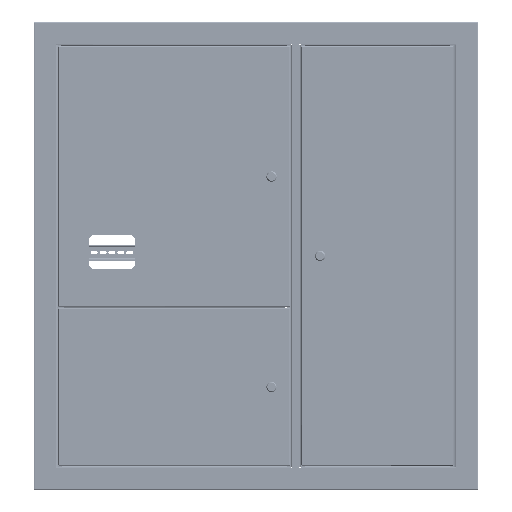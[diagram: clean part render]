
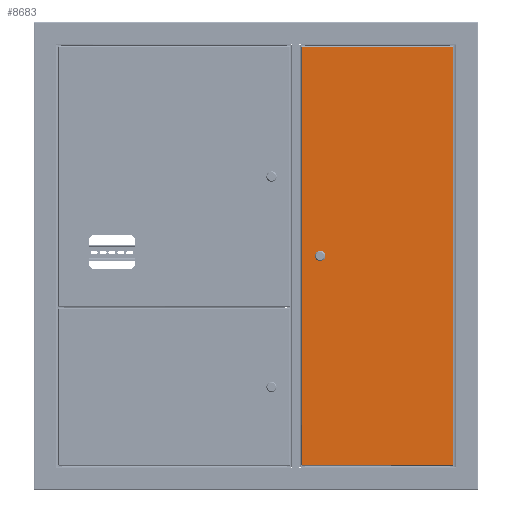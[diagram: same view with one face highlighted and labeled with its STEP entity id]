
A CAD part, top view. The second image highlights one B-rep face of the part: STEP entity #8683.
In plain terms, the highlighted planar face has unit normal (0, 0, 1).
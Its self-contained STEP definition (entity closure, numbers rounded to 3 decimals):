
#951 = CARTESIAN_POINT ( 'NONE',  ( 448.2, 40., 0. ) ) ;
#1056 = VECTOR ( 'NONE', #73762, 1000. ) ;
#2299 = DIRECTION ( 'NONE',  ( 0., 0., 1. ) ) ;
#2824 = VERTEX_POINT ( 'NONE', #76572 ) ;
#5445 = AXIS2_PLACEMENT_3D ( 'NONE', #84994, #56608, #69900 ) ;
#7465 = LINE ( 'NONE', #41387, #11745 ) ;
#7891 = CARTESIAN_POINT ( 'NONE',  ( 448.2, 40., 0. ) ) ;
#8433 = ORIENTED_EDGE ( 'NONE', *, *, #87159, .T. ) ;
#8683 = ADVANCED_FACE ( 'NONE', ( #23508, #45843 ), #73802, .F. ) ;
#8895 = CARTESIAN_POINT ( 'NONE',  ( 444.551, 48.5, 0. ) ) ;
#10344 = VERTEX_POINT ( 'NONE', #42687 ) ;
#11021 = CARTESIAN_POINT ( 'NONE',  ( 0., 325.7, 0. ) ) ;
#11125 = VECTOR ( 'NONE', #54481, 1000. ) ;
#11745 = VECTOR ( 'NONE', #35409, 1000. ) ;
#12867 = DIRECTION ( 'NONE',  ( -1., 0., 0. ) ) ;
#13493 = VECTOR ( 'NONE', #53114, 1000. ) ;
#20632 = CARTESIAN_POINT ( 'NONE',  ( 1.7, 324., 0. ) ) ;
#22969 = DIRECTION ( 'NONE',  ( 1., 0., 0. ) ) ;
#23508 = FACE_BOUND ( 'NONE', #75054, .T. ) ;
#24685 = EDGE_CURVE ( 'NONE', #77385, #42065, #82906, .T. ) ;
#25873 = ORIENTED_EDGE ( 'NONE', *, *, #36603, .F. ) ;
#25882 = VECTOR ( 'NONE', #54489, 1000. ) ;
#25888 = EDGE_CURVE ( 'NONE', #42065, #52975, #44937, .T. ) ;
#26131 = DIRECTION ( 'NONE',  ( -1., 0., 0. ) ) ;
#26521 = LINE ( 'NONE', #66894, #25882 ) ;
#31125 = CARTESIAN_POINT ( 'NONE',  ( 1.7, 1.7, 0. ) ) ;
#35186 = LINE ( 'NONE', #63153, #11125 ) ;
#35409 = DIRECTION ( 'NONE',  ( 0., -1., 0. ) ) ;
#35830 = EDGE_CURVE ( 'NONE', #10344, #62675, #45769, .T. ) ;
#36603 = EDGE_CURVE ( 'NONE', #40519, #2824, #72157, .T. ) ;
#39811 = CARTESIAN_POINT ( 'NONE',  ( 894.7, 324., 0. ) ) ;
#40519 = VERTEX_POINT ( 'NONE', #8895 ) ;
#41387 = CARTESIAN_POINT ( 'NONE',  ( 1.7, 324.293, 0. ) ) ;
#42065 = VERTEX_POINT ( 'NONE', #87363 ) ;
#42417 = CARTESIAN_POINT ( 'NONE',  ( 451.849, 48.5, 0. ) ) ;
#42687 = CARTESIAN_POINT ( 'NONE',  ( 1.7, 1.7, 0. ) ) ;
#43373 = AXIS2_PLACEMENT_3D ( 'NONE', #7891, #85772, #22969 ) ;
#44478 = ORIENTED_EDGE ( 'NONE', *, *, #69745, .T. ) ;
#44937 = CIRCLE ( 'NONE', #5445, 9.25 ) ;
#45170 = ORIENTED_EDGE ( 'NONE', *, *, #81524, .T. ) ;
#45345 = CARTESIAN_POINT ( 'NONE',  ( 451.849, 31.5, 0. ) ) ;
#45769 = LINE ( 'NONE', #31125, #13493 ) ;
#45843 = FACE_OUTER_BOUND ( 'NONE', #59990, .T. ) ;
#46224 = ORIENTED_EDGE ( 'NONE', *, *, #83160, .F. ) ;
#48158 = LINE ( 'NONE', #81638, #65398 ) ;
#52975 = VERTEX_POINT ( 'NONE', #42417 ) ;
#53114 = DIRECTION ( 'NONE',  ( 1., 0., 0. ) ) ;
#54481 = DIRECTION ( 'NONE',  ( -1., 0., 0. ) ) ;
#54489 = DIRECTION ( 'NONE',  ( 0., 1., 0. ) ) ;
#56608 = DIRECTION ( 'NONE',  ( 0., 0., 1. ) ) ;
#57244 = AXIS2_PLACEMENT_3D ( 'NONE', #11021, #66953, #26131 ) ;
#58120 = CARTESIAN_POINT ( 'NONE',  ( 451.849, 31.5, 0. ) ) ;
#59553 = LINE ( 'NONE', #45345, #1056 ) ;
#59990 = EDGE_LOOP ( 'NONE', ( #82489, #45170, #44478, #8433 ) ) ;
#62675 = VERTEX_POINT ( 'NONE', #83110 ) ;
#63153 = CARTESIAN_POINT ( 'NONE',  ( 894.993, 324., 0. ) ) ;
#65398 = VECTOR ( 'NONE', #12867, 1000. ) ;
#66894 = CARTESIAN_POINT ( 'NONE',  ( 894.7, 0., 0. ) ) ;
#66953 = DIRECTION ( 'NONE',  ( 0., 0., -1. ) ) ;
#69587 = VERTEX_POINT ( 'NONE', #39811 ) ;
#69745 = EDGE_CURVE ( 'NONE', #69587, #79990, #35186, .T. ) ;
#69900 = DIRECTION ( 'NONE',  ( 1., 0., 0. ) ) ;
#70403 = ORIENTED_EDGE ( 'NONE', *, *, #25888, .F. ) ;
#70601 = DIRECTION ( 'NONE',  ( 1., 0., 0. ) ) ;
#70820 = EDGE_CURVE ( 'NONE', #2824, #77385, #59553, .T. ) ;
#72157 = CIRCLE ( 'NONE', #82378, 9.25 ) ;
#73762 = DIRECTION ( 'NONE',  ( 1., 0., 0. ) ) ;
#73802 = PLANE ( 'NONE',  #57244 ) ;
#75054 = EDGE_LOOP ( 'NONE', ( #46224, #70403, #86898, #78169, #25873 ) ) ;
#76572 = CARTESIAN_POINT ( 'NONE',  ( 444.551, 31.5, 0. ) ) ;
#77385 = VERTEX_POINT ( 'NONE', #58120 ) ;
#78169 = ORIENTED_EDGE ( 'NONE', *, *, #70820, .F. ) ;
#79990 = VERTEX_POINT ( 'NONE', #20632 ) ;
#81524 = EDGE_CURVE ( 'NONE', #62675, #69587, #26521, .T. ) ;
#81638 = CARTESIAN_POINT ( 'NONE',  ( 451.849, 48.5, 0. ) ) ;
#82378 = AXIS2_PLACEMENT_3D ( 'NONE', #951, #2299, #70601 ) ;
#82489 = ORIENTED_EDGE ( 'NONE', *, *, #35830, .T. ) ;
#82906 = CIRCLE ( 'NONE', #43373, 9.25 ) ;
#83110 = CARTESIAN_POINT ( 'NONE',  ( 894.7, 1.7, 0. ) ) ;
#83160 = EDGE_CURVE ( 'NONE', #52975, #40519, #48158, .T. ) ;
#84994 = CARTESIAN_POINT ( 'NONE',  ( 448.2, 40., 0. ) ) ;
#85772 = DIRECTION ( 'NONE',  ( 0., 0., 1. ) ) ;
#86898 = ORIENTED_EDGE ( 'NONE', *, *, #24685, .F. ) ;
#87159 = EDGE_CURVE ( 'NONE', #79990, #10344, #7465, .T. ) ;
#87363 = CARTESIAN_POINT ( 'NONE',  ( 457.45, 40., 0. ) ) ;
